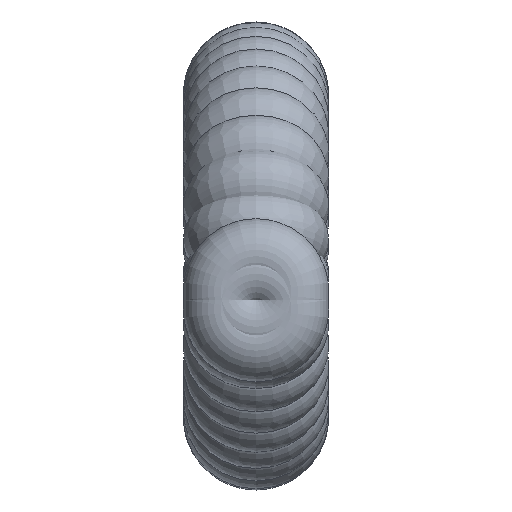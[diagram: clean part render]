
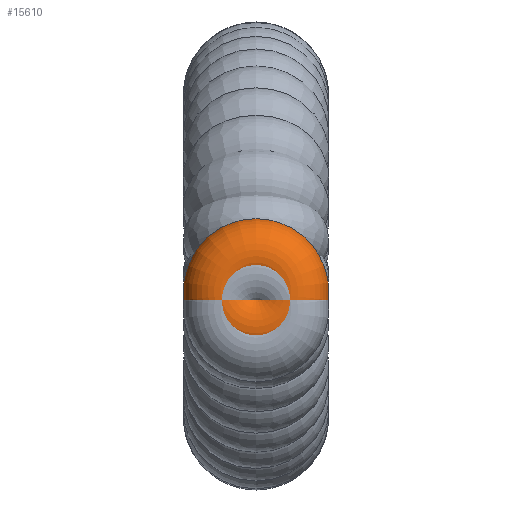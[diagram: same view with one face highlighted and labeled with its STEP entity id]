
A CAD part, front view. The second image highlights one B-rep face of the part: STEP entity #15610.
In plain terms, the highlighted toroidal (fillet/blend) face has major radius 28.284 mm and minor radius 30 mm.
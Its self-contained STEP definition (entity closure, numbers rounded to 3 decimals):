
#2753 = CARTESIAN_POINT ( 'NONE',  ( 10., 15., 7. ) ) ;
#8640 = DIRECTION ( 'NONE',  ( 0., -1., 0. ) ) ;
#12092 = AXIS2_PLACEMENT_3D ( 'NONE', #2753, #8640, #19326 ) ;
#15610 = ADVANCED_FACE ( 'NONE', ( ), #19266, .T. ) ;
#19266 = TOROIDAL_SURFACE ( 'NONE', #12092, -28.284, 30. ) ;
#19326 = DIRECTION ( 'NONE',  ( 0., 0., 1. ) ) ;
